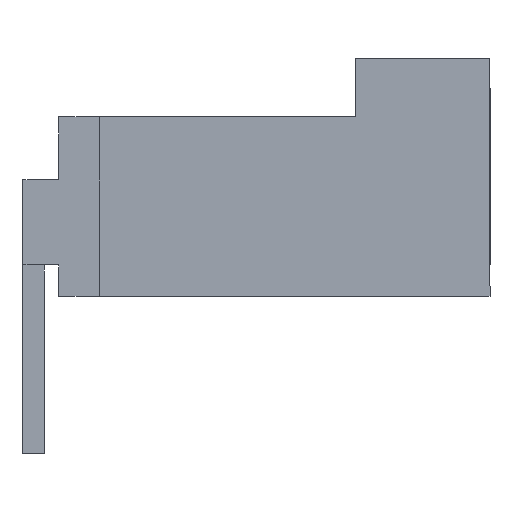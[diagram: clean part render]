
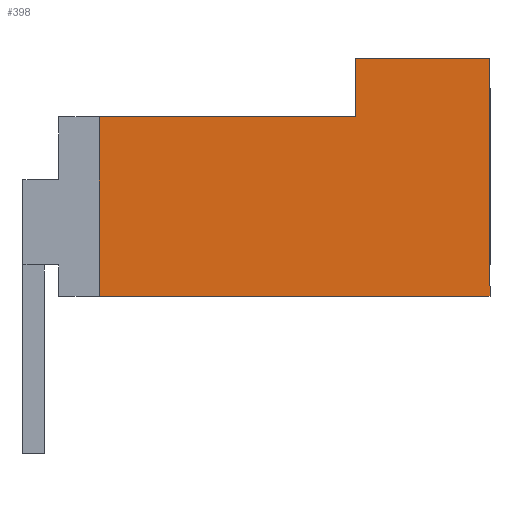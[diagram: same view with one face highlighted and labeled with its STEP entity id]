
A CAD part, left-side view. The second image highlights one B-rep face of the part: STEP entity #398.
In plain terms, the highlighted planar face has unit normal (-1, 0, 0).
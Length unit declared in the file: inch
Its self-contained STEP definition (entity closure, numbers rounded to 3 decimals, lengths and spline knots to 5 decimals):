
#353=FACE_OUTER_BOUND('',#496,.T.);
#398=ADVANCED_FACE('',(#353),#443,.F.);
#443=PLANE('',#1222);
#496=EDGE_LOOP('',(#577,#578,#579,#580,#581,#582));
#577=ORIENTED_EDGE('',*,*,#896,.F.);
#578=ORIENTED_EDGE('',*,*,#897,.T.);
#579=ORIENTED_EDGE('',*,*,#877,.F.);
#580=ORIENTED_EDGE('',*,*,#872,.F.);
#581=ORIENTED_EDGE('',*,*,#898,.F.);
#582=ORIENTED_EDGE('',*,*,#899,.F.);
#790=VERTEX_POINT('',#1503);
#792=VERTEX_POINT('',#1507);
#797=VERTEX_POINT('',#1519);
#815=VERTEX_POINT('',#1558);
#816=VERTEX_POINT('',#1559);
#817=VERTEX_POINT('',#1562);
#872=EDGE_CURVE('',#792,#790,#992,.T.);
#877=EDGE_CURVE('',#790,#797,#997,.T.);
#896=EDGE_CURVE('',#815,#816,#1016,.T.);
#897=EDGE_CURVE('',#815,#797,#1017,.T.);
#898=EDGE_CURVE('',#817,#792,#1018,.T.);
#899=EDGE_CURVE('',#816,#817,#1019,.T.);
#992=LINE('',#1508,#1112);
#997=LINE('',#1518,#1117);
#1016=LINE('',#1557,#1136);
#1017=LINE('',#1560,#1137);
#1018=LINE('',#1561,#1138);
#1019=LINE('',#1563,#1139);
#1112=VECTOR('',#1282,1.);
#1117=VECTOR('',#1289,1.);
#1136=VECTOR('',#1312,1.);
#1137=VECTOR('',#1313,1.);
#1138=VECTOR('',#1314,1.);
#1139=VECTOR('',#1315,1.);
#1222=AXIS2_PLACEMENT_3D('',#1564,#1316,#1317);
#1282=DIRECTION('',(0.,0.,-1.));
#1289=DIRECTION('',(0.,1.,0.));
#1312=DIRECTION('',(0.,-1.,0.));
#1313=DIRECTION('',(0.,0.,-1.));
#1314=DIRECTION('',(0.,-1.,0.));
#1315=DIRECTION('',(0.,0.,1.));
#1316=DIRECTION('',(1.,0.,0.));
#1317=DIRECTION('',(0.,0.,-1.));
#1503=CARTESIAN_POINT('',(0.,0.,0.));
#1507=CARTESIAN_POINT('',(0.,0.,0.265));
#1508=CARTESIAN_POINT('',(0.,0.,0.265));
#1518=CARTESIAN_POINT('',(0.,0.,0.));
#1519=CARTESIAN_POINT('',(0.,0.435,0.));
#1557=CARTESIAN_POINT('',(0.,0.48,0.2));
#1558=CARTESIAN_POINT('',(0.,0.435,0.2));
#1559=CARTESIAN_POINT('',(0.,0.15,0.2));
#1560=CARTESIAN_POINT('',(0.,0.435,5.));
#1561=CARTESIAN_POINT('',(0.,0.15,0.265));
#1562=CARTESIAN_POINT('',(0.,0.15,0.265));
#1563=CARTESIAN_POINT('',(0.,0.15,0.2));
#1564=CARTESIAN_POINT('',(0.,0.,0.));
